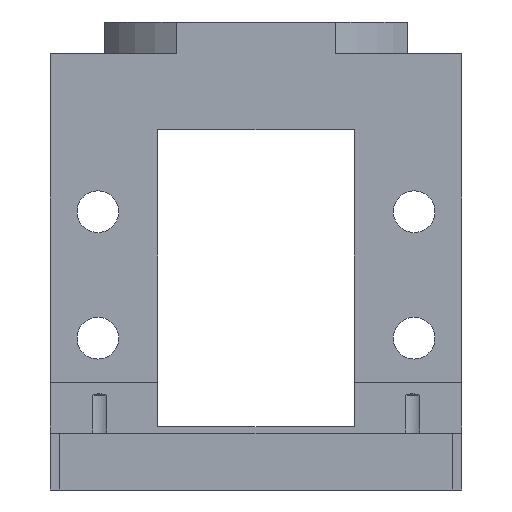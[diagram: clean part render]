
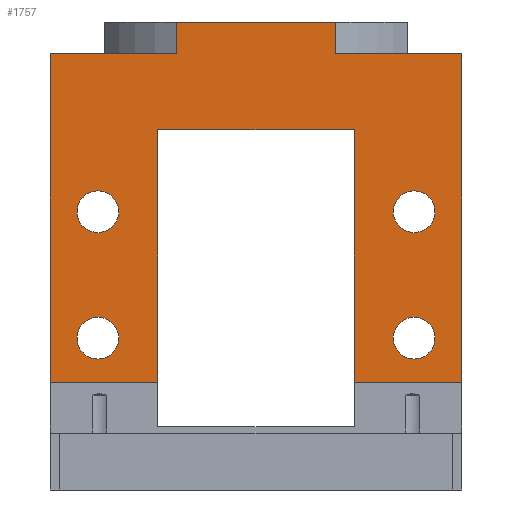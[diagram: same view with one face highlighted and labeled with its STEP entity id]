
A CAD part, front view. The second image highlights one B-rep face of the part: STEP entity #1757.
In plain terms, the highlighted planar face has unit normal (0, -1, 0).
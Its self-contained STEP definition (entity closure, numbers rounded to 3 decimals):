
#46=PLANE('',#1927);
#157=VECTOR('',#2244,1.);
#163=VECTOR('',#2255,1.);
#171=VECTOR('',#2283,1.);
#174=VECTOR('',#2296,1.);
#176=VECTOR('',#2300,1.);
#181=VECTOR('',#2314,1.);
#182=VECTOR('',#2315,1.);
#183=VECTOR('',#2316,1.);
#184=VECTOR('',#2317,1.);
#185=VECTOR('',#2318,1.);
#186=VECTOR('',#2319,1.);
#187=VECTOR('',#2320,1.);
#321=LINE('',#2769,#157);
#327=LINE('',#2784,#163);
#335=LINE('',#2814,#171);
#338=LINE('',#2827,#174);
#340=LINE('',#2830,#176);
#345=LINE('',#2843,#181);
#346=LINE('',#2846,#182);
#347=LINE('',#2848,#183);
#348=LINE('',#2849,#184);
#349=LINE('',#2851,#185);
#350=LINE('',#2853,#186);
#351=LINE('',#2854,#187);
#483=VERTEX_POINT('',#2663);
#484=VERTEX_POINT('',#2665);
#487=VERTEX_POINT('',#2672);
#488=VERTEX_POINT('',#2674);
#491=VERTEX_POINT('',#2681);
#492=VERTEX_POINT('',#2683);
#495=VERTEX_POINT('',#2690);
#496=VERTEX_POINT('',#2692);
#522=VERTEX_POINT('',#2768);
#523=VERTEX_POINT('',#2770);
#528=VERTEX_POINT('',#2783);
#529=VERTEX_POINT('',#2785);
#539=VERTEX_POINT('',#2813);
#540=VERTEX_POINT('',#2815);
#544=VERTEX_POINT('',#2826);
#548=VERTEX_POINT('',#2844);
#549=VERTEX_POINT('',#2845);
#550=VERTEX_POINT('',#2847);
#551=VERTEX_POINT('',#2850);
#552=VERTEX_POINT('',#2852);
#622=CIRCLE('',#1864,3.3);
#624=CIRCLE('',#1867,3.3);
#626=CIRCLE('',#1870,3.3);
#628=CIRCLE('',#1873,3.3);
#639=CIRCLE('',#1888,3.3);
#641=CIRCLE('',#1891,3.3);
#643=CIRCLE('',#1894,3.3);
#645=CIRCLE('',#1897,3.3);
#751=EDGE_CURVE('',#483,#484,#622,.T.);
#755=EDGE_CURVE('',#487,#488,#624,.T.);
#759=EDGE_CURVE('',#491,#492,#626,.T.);
#763=EDGE_CURVE('',#495,#496,#628,.T.);
#789=EDGE_CURVE('',#496,#495,#639,.T.);
#791=EDGE_CURVE('',#492,#491,#641,.T.);
#793=EDGE_CURVE('',#488,#487,#643,.T.);
#795=EDGE_CURVE('',#484,#483,#645,.T.);
#805=EDGE_CURVE('',#523,#522,#321,.T.);
#813=EDGE_CURVE('',#528,#529,#327,.T.);
#830=EDGE_CURVE('',#539,#540,#335,.T.);
#837=EDGE_CURVE('',#544,#539,#338,.T.);
#839=EDGE_CURVE('',#522,#540,#340,.T.);
#846=EDGE_CURVE('',#548,#549,#345,.T.);
#847=EDGE_CURVE('',#549,#550,#346,.T.);
#848=EDGE_CURVE('',#529,#550,#347,.T.);
#849=EDGE_CURVE('',#528,#551,#348,.T.);
#850=EDGE_CURVE('',#551,#552,#349,.T.);
#851=EDGE_CURVE('',#523,#552,#350,.T.);
#852=EDGE_CURVE('',#548,#544,#351,.T.);
#1147=ORIENTED_EDGE('',*,*,#791,.F.);
#1148=ORIENTED_EDGE('',*,*,#759,.F.);
#1149=ORIENTED_EDGE('',*,*,#795,.F.);
#1150=ORIENTED_EDGE('',*,*,#751,.F.);
#1151=ORIENTED_EDGE('',*,*,#793,.F.);
#1152=ORIENTED_EDGE('',*,*,#755,.F.);
#1153=ORIENTED_EDGE('',*,*,#789,.F.);
#1154=ORIENTED_EDGE('',*,*,#763,.F.);
#1155=ORIENTED_EDGE('',*,*,#846,.T.);
#1156=ORIENTED_EDGE('',*,*,#847,.T.);
#1157=ORIENTED_EDGE('',*,*,#848,.F.);
#1158=ORIENTED_EDGE('',*,*,#813,.F.);
#1159=ORIENTED_EDGE('',*,*,#849,.T.);
#1160=ORIENTED_EDGE('',*,*,#850,.T.);
#1161=ORIENTED_EDGE('',*,*,#851,.F.);
#1162=ORIENTED_EDGE('',*,*,#805,.T.);
#1163=ORIENTED_EDGE('',*,*,#839,.T.);
#1164=ORIENTED_EDGE('',*,*,#830,.F.);
#1165=ORIENTED_EDGE('',*,*,#837,.F.);
#1166=ORIENTED_EDGE('',*,*,#852,.F.);
#1520=EDGE_LOOP('',(#1147,#1148));
#1521=EDGE_LOOP('',(#1149,#1150));
#1522=EDGE_LOOP('',(#1151,#1152));
#1523=EDGE_LOOP('',(#1153,#1154));
#1524=EDGE_LOOP('',(#1155,#1156,#1157,#1158,#1159,#1160,#1161,#1162,#1163,
#1164,#1165,#1166));
#1644=FACE_BOUND('',#1520,.T.);
#1645=FACE_BOUND('',#1521,.T.);
#1646=FACE_BOUND('',#1522,.T.);
#1647=FACE_BOUND('',#1523,.T.);
#1648=FACE_BOUND('',#1524,.T.);
#1757=ADVANCED_FACE('',(#1644,#1645,#1646,#1647,#1648),#46,.F.);
#1864=AXIS2_PLACEMENT_3D('',#2664,#2142,#2143);
#1867=AXIS2_PLACEMENT_3D('',#2673,#2150,#2151);
#1870=AXIS2_PLACEMENT_3D('',#2682,#2158,#2159);
#1873=AXIS2_PLACEMENT_3D('',#2691,#2166,#2167);
#1888=AXIS2_PLACEMENT_3D('',#2738,#2210,#2211);
#1891=AXIS2_PLACEMENT_3D('',#2741,#2216,#2217);
#1894=AXIS2_PLACEMENT_3D('',#2744,#2222,#2223);
#1897=AXIS2_PLACEMENT_3D('',#2747,#2228,#2229);
#1927=AXIS2_PLACEMENT_3D('',#2842,#2313,$);
#2142=DIRECTION('',(0.,-1.,0.));
#2143=DIRECTION('',(3.3,0.,0.));
#2150=DIRECTION('',(0.,-1.,0.));
#2151=DIRECTION('',(3.3,0.,0.));
#2158=DIRECTION('',(0.,-1.,0.));
#2159=DIRECTION('',(3.3,0.,0.));
#2166=DIRECTION('',(0.,-1.,0.));
#2167=DIRECTION('',(3.3,0.,0.));
#2210=DIRECTION('',(0.,-1.,0.));
#2211=DIRECTION('',(3.3,0.,0.));
#2216=DIRECTION('',(0.,-1.,0.));
#2217=DIRECTION('',(3.3,0.,0.));
#2222=DIRECTION('',(0.,-1.,0.));
#2223=DIRECTION('',(3.3,0.,0.));
#2228=DIRECTION('',(0.,-1.,0.));
#2229=DIRECTION('',(3.3,0.,0.));
#2244=DIRECTION('',(-1.,0.,0.));
#2255=DIRECTION('',(-1.,0.,0.));
#2283=DIRECTION('',(1.,0.,0.));
#2296=DIRECTION('',(0.,0.,1.));
#2300=DIRECTION('',(0.,0.,1.));
#2313=DIRECTION('',(0.,1.,0.));
#2314=DIRECTION('',(0.,0.,-1.));
#2315=DIRECTION('',(1.,0.,0.));
#2316=DIRECTION('',(0.,0.,-1.));
#2317=DIRECTION('',(0.,0.,-1.));
#2318=DIRECTION('',(1.,0.,0.));
#2319=DIRECTION('',(0.,0.,-1.));
#2320=DIRECTION('',(1.,0.,0.));
#2663=CARTESIAN_POINT('',(-28.3,-25.,39.));
#2664=CARTESIAN_POINT('',(-25.,-25.,39.));
#2665=CARTESIAN_POINT('',(-21.7,-25.,39.));
#2672=CARTESIAN_POINT('',(-28.3,-25.,19.));
#2673=CARTESIAN_POINT('',(-25.,-25.,19.));
#2674=CARTESIAN_POINT('',(-21.7,-25.,19.));
#2681=CARTESIAN_POINT('',(21.7,-25.,19.));
#2682=CARTESIAN_POINT('',(25.,-25.,19.));
#2683=CARTESIAN_POINT('',(28.3,-25.,19.));
#2690=CARTESIAN_POINT('',(21.7,-25.,39.));
#2691=CARTESIAN_POINT('',(25.,-25.,39.));
#2692=CARTESIAN_POINT('',(28.3,-25.,39.));
#2738=CARTESIAN_POINT('',(25.,-25.,39.));
#2741=CARTESIAN_POINT('',(25.,-25.,19.));
#2744=CARTESIAN_POINT('',(-25.,-25.,19.));
#2747=CARTESIAN_POINT('',(-25.,-25.,39.));
#2768=CARTESIAN_POINT('',(12.61,-25.,64.));
#2769=CARTESIAN_POINT('',(32.5,-25.,64.));
#2770=CARTESIAN_POINT('',(32.5,-25.,64.));
#2783=CARTESIAN_POINT('',(15.5,-25.,52.));
#2784=CARTESIAN_POINT('',(15.5,-25.,52.));
#2785=CARTESIAN_POINT('',(-15.5,-25.,52.));
#2813=CARTESIAN_POINT('',(-12.61,-25.,69.));
#2814=CARTESIAN_POINT('',(-12.61,-25.,69.));
#2815=CARTESIAN_POINT('',(12.61,-25.,69.));
#2826=CARTESIAN_POINT('',(-12.61,-25.,64.));
#2827=CARTESIAN_POINT('',(-12.61,-25.,64.));
#2830=CARTESIAN_POINT('',(12.61,-25.,64.));
#2842=CARTESIAN_POINT('',(32.5,-25.,64.));
#2843=CARTESIAN_POINT('',(-32.5,-25.,64.));
#2844=CARTESIAN_POINT('',(-32.5,-25.,64.));
#2845=CARTESIAN_POINT('',(-32.5,-25.,12.));
#2846=CARTESIAN_POINT('',(-32.5,-25.,12.));
#2847=CARTESIAN_POINT('',(-15.5,-25.,12.));
#2848=CARTESIAN_POINT('',(-15.5,-25.,52.));
#2849=CARTESIAN_POINT('',(15.5,-25.,52.));
#2850=CARTESIAN_POINT('',(15.5,-25.,12.));
#2851=CARTESIAN_POINT('',(15.5,-25.,12.));
#2852=CARTESIAN_POINT('',(32.5,-25.,12.));
#2853=CARTESIAN_POINT('',(32.5,-25.,64.));
#2854=CARTESIAN_POINT('',(-32.5,-25.,64.));
